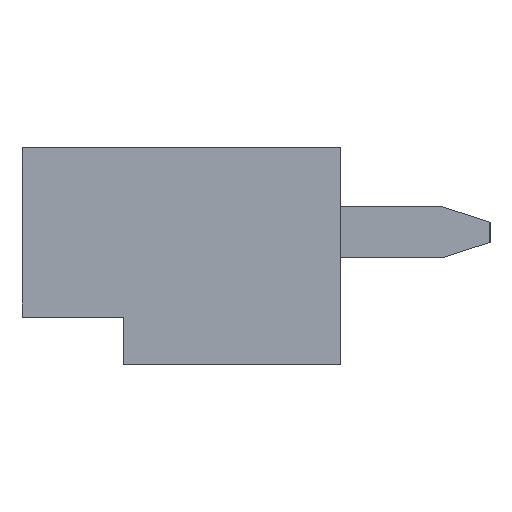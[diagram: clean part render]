
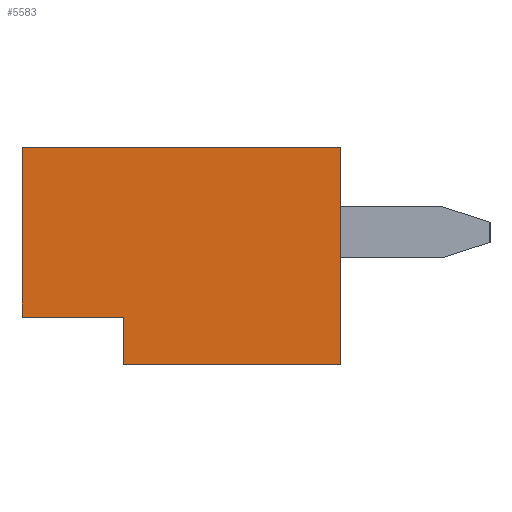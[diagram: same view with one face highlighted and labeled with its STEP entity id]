
A CAD part, left-side view. The second image highlights one B-rep face of the part: STEP entity #5583.
In plain terms, the highlighted planar face has unit normal (-1, 0, 0).
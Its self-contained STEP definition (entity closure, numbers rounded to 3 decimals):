
#361=FACE_OUTER_BOUND('',#668,.T.);
#668=EDGE_LOOP('',(#4925,#4926,#4927,#4928,#4929,#4930));
#1313=LINE('',#8583,#2077);
#1333=LINE('',#8622,#2097);
#1338=LINE('',#8634,#2102);
#1343=LINE('',#8644,#2107);
#1362=LINE('',#8681,#2126);
#1369=LINE('',#8694,#2133);
#2077=VECTOR('',#7071,10.);
#2097=VECTOR('',#7093,10.);
#2102=VECTOR('',#7100,10.);
#2107=VECTOR('',#7107,10.);
#2126=VECTOR('',#7134,10.);
#2133=VECTOR('',#7143,10.);
#2601=VERTEX_POINT('',#8580);
#2602=VERTEX_POINT('',#8582);
#2620=VERTEX_POINT('',#8620);
#2625=VERTEX_POINT('',#8631);
#2626=VERTEX_POINT('',#8633);
#2630=VERTEX_POINT('',#8643);
#3321=EDGE_CURVE('',#2602,#2601,#1313,.T.);
#3341=EDGE_CURVE('',#2601,#2620,#1333,.T.);
#3346=EDGE_CURVE('',#2626,#2625,#1338,.T.);
#3351=EDGE_CURVE('',#2630,#2626,#1343,.T.);
#3370=EDGE_CURVE('',#2630,#2620,#1362,.T.);
#3377=EDGE_CURVE('',#2602,#2625,#1369,.T.);
#4925=ORIENTED_EDGE('',*,*,#3346,.T.);
#4926=ORIENTED_EDGE('',*,*,#3377,.F.);
#4927=ORIENTED_EDGE('',*,*,#3321,.T.);
#4928=ORIENTED_EDGE('',*,*,#3341,.T.);
#4929=ORIENTED_EDGE('',*,*,#3370,.F.);
#4930=ORIENTED_EDGE('',*,*,#3351,.T.);
#5280=PLANE('',#5914);
#5583=ADVANCED_FACE('',(#361),#5280,.T.);
#5914=AXIS2_PLACEMENT_3D('',#8840,#7287,#7288);
#7071=DIRECTION('',(0.,0.,1.));
#7093=DIRECTION('',(0.,1.,0.));
#7100=DIRECTION('',(0.,0.,-1.));
#7107=DIRECTION('',(0.,-1.,0.));
#7134=DIRECTION('',(0.,0.,1.));
#7143=DIRECTION('',(0.,1.,0.));
#7287=DIRECTION('center_axis',(-1.,0.,0.));
#7288=DIRECTION('ref_axis',(0.,0.,1.));
#8580=CARTESIAN_POINT('',(0.,0.,0.));
#8582=CARTESIAN_POINT('',(0.,0.,-3.2));
#8583=CARTESIAN_POINT('',(0.,0.,-3.2));
#8620=CARTESIAN_POINT('',(0.,4.7,0.));
#8622=CARTESIAN_POINT('',(0.,0.,0.));
#8631=CARTESIAN_POINT('',(0.,3.2,-3.2));
#8633=CARTESIAN_POINT('',(0.,3.2,-2.5));
#8634=CARTESIAN_POINT('',(0.,3.2,-2.85));
#8643=CARTESIAN_POINT('',(0.,4.7,-2.5));
#8644=CARTESIAN_POINT('',(0.,2.35,-2.5));
#8681=CARTESIAN_POINT('',(0.,4.7,-3.2));
#8694=CARTESIAN_POINT('',(0.,0.,-3.2));
#8840=CARTESIAN_POINT('Origin',(0.,0.,-3.2));
